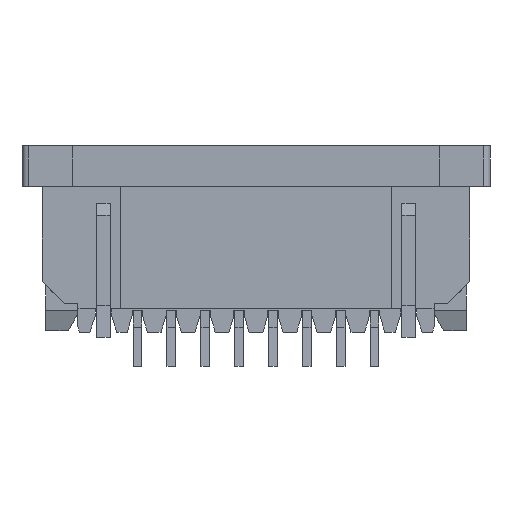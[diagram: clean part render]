
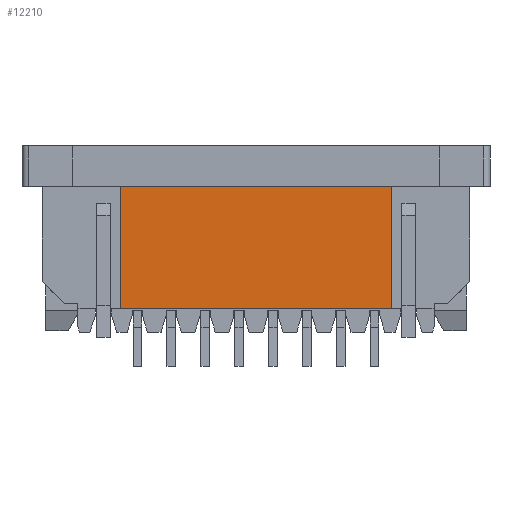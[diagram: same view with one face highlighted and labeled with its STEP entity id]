
A CAD part, front view. The second image highlights one B-rep face of the part: STEP entity #12210.
In plain terms, the highlighted planar face has unit normal (0, -1, 0).
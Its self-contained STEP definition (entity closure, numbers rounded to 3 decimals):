
#4356=DIRECTION('',(-1.,0.,0.));
#4357=VECTOR('',#4356,8.);
#4358=CARTESIAN_POINT('',(4.,0.,-1.2));
#4359=LINE('157803',#4358,#4357);
#4360=DIRECTION('',(0.,0.,1.));
#4361=VECTOR('',#4360,3.6);
#4362=CARTESIAN_POINT('',(4.,0.,-4.8));
#4363=LINE('145843',#4362,#4361);
#4364=DIRECTION('',(1.,0.,0.));
#4365=VECTOR('',#4364,8.);
#4366=CARTESIAN_POINT('',(-4.,0.,-4.8));
#4367=LINE('157804',#4366,#4365);
#4368=DIRECTION('',(0.,0.,1.));
#4369=VECTOR('',#4368,3.6);
#4370=CARTESIAN_POINT('',(-4.,0.,-4.8));
#4371=LINE('157505',#4370,#4369);
#4757=CARTESIAN_POINT('',(4.,0.,-4.8));
#4759=VERTEX_POINT('',#4757);
#4812=CARTESIAN_POINT('',(4.,0.,-1.2));
#4813=VERTEX_POINT('',#4812);
#5597=CARTESIAN_POINT('',(-4.,0.,-4.8));
#5599=VERTEX_POINT('',#5597);
#5642=CARTESIAN_POINT('',(-4.,0.,-1.2));
#5643=VERTEX_POINT('',#5642);
#12199=CARTESIAN_POINT('',(-11.,0.,-3.));
#12200=DIRECTION('',(0.,1.,0.));
#12201=DIRECTION('',(1.,0.,0.));
#12202=AXIS2_PLACEMENT_3D('',#12199,#12200,#12201);
#12203=PLANE('144011',#12202);
#12204=ORIENTED_EDGE('157803',*,*,#7269,.F.);
#12205=ORIENTED_EDGE('145843',*,*,#12193,.F.);
#12206=ORIENTED_EDGE('157804',*,*,#5965,.F.);
#12207=ORIENTED_EDGE('157505',*,*,#7253,.T.);
#12208=EDGE_LOOP('144011',(#12204,#12205,#12206,#12207));
#12209=FACE_OUTER_BOUND('144011',#12208,.F.);
#12210=ADVANCED_FACE('144011',(#12209),#12203,.F.);
#5965=EDGE_CURVE('157804',#5599,#4759,#4367,.T.);
#7253=EDGE_CURVE('157505',#5599,#5643,#4371,.T.);
#7269=EDGE_CURVE('157803',#4813,#5643,#4359,.T.);
#12193=EDGE_CURVE('145843',#4759,#4813,#4363,.T.);
